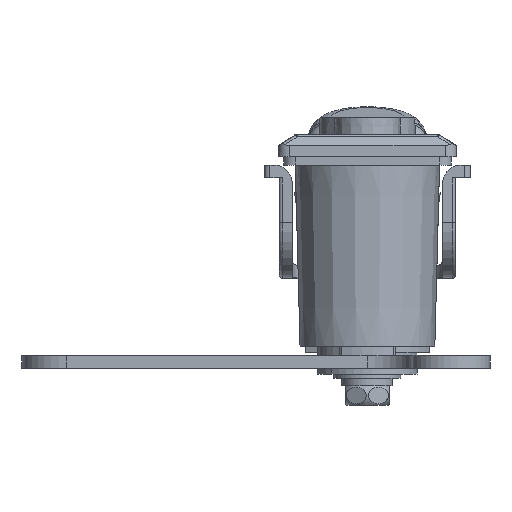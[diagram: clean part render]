
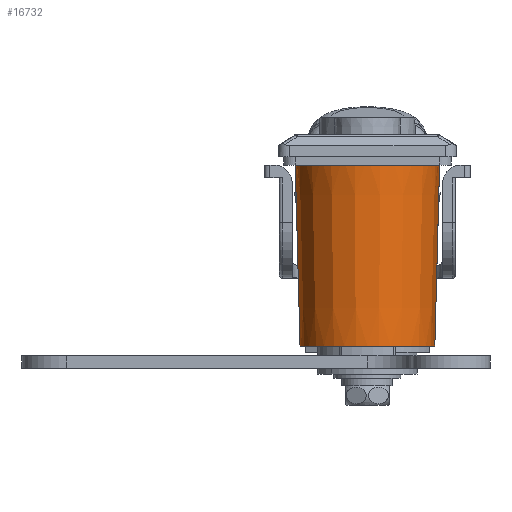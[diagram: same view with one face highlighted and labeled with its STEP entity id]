
A CAD part, front view. The second image highlights one B-rep face of the part: STEP entity #16732.
In plain terms, the highlighted conical face has half-angle 1.5 degrees and reference radius 13 mm.
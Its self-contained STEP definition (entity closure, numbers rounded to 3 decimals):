
#382 = EDGE_CURVE ( 'NONE', #20808, #1277, #4727, .T. ) ;
#1277 = VERTEX_POINT ( 'NONE', #11330 ) ;
#1899 = CIRCLE ( 'NONE', #6544, 12.097 ) ;
#2209 = DIRECTION ( 'NONE',  ( 1., 0., 0. ) ) ;
#2622 = EDGE_LOOP ( 'NONE', ( #19623, #2653, #16852, #7358 ) ) ;
#2653 = ORIENTED_EDGE ( 'NONE', *, *, #23100, .F. ) ;
#3987 = DIRECTION ( 'NONE',  ( -0.026, 0., 1. ) ) ;
#4247 = DIRECTION ( 'NONE',  ( 0., 0., 1. ) ) ;
#4411 = VECTOR ( 'NONE', #17552, 1000. ) ;
#4727 = CIRCLE ( 'NONE', #21579, 12.987 ) ;
#5098 = FACE_OUTER_BOUND ( 'NONE', #2622, .T. ) ;
#5160 = CARTESIAN_POINT ( 'NONE',  ( -12.097, -108., -34.5 ) ) ;
#5956 = VERTEX_POINT ( 'NONE', #5160 ) ;
#6280 = EDGE_CURVE ( 'NONE', #5956, #19232, #1899, .T. ) ;
#6531 = AXIS2_PLACEMENT_3D ( 'NONE', #21689, #10282, #2209 ) ;
#6544 = AXIS2_PLACEMENT_3D ( 'NONE', #17578, #4247, #19475 ) ;
#7201 = CARTESIAN_POINT ( 'NONE',  ( -12.987, -108., -0.5 ) ) ;
#7358 = ORIENTED_EDGE ( 'NONE', *, *, #10417, .T. ) ;
#7557 = VECTOR ( 'NONE', #3987, 1000. ) ;
#9133 = DIRECTION ( 'NONE',  ( 0., 0., 1. ) ) ;
#10282 = DIRECTION ( 'NONE',  ( 0., 0., 1. ) ) ;
#10417 = EDGE_CURVE ( 'NONE', #19232, #1277, #19718, .T. ) ;
#11330 = CARTESIAN_POINT ( 'NONE',  ( 12.987, -108., -0.5 ) ) ;
#11513 = CARTESIAN_POINT ( 'NONE',  ( -13., -108., 0. ) ) ;
#14837 = CONICAL_SURFACE ( 'NONE', #6531, 13., 0.026 ) ;
#15453 = CARTESIAN_POINT ( 'NONE',  ( 12.097, -108., -34.5 ) ) ;
#15832 = CARTESIAN_POINT ( 'NONE',  ( 13., -108., 0. ) ) ;
#16732 = ADVANCED_FACE ( 'NONE', ( #5098 ), #14837, .T. ) ;
#16737 = CARTESIAN_POINT ( 'NONE',  ( 0., -108., -0.5 ) ) ;
#16852 = ORIENTED_EDGE ( 'NONE', *, *, #6280, .T. ) ;
#17552 = DIRECTION ( 'NONE',  ( 0.026, 0., 1. ) ) ;
#17578 = CARTESIAN_POINT ( 'NONE',  ( 0., -108., -34.5 ) ) ;
#19232 = VERTEX_POINT ( 'NONE', #15453 ) ;
#19475 = DIRECTION ( 'NONE',  ( 1., 0., 0. ) ) ;
#19623 = ORIENTED_EDGE ( 'NONE', *, *, #382, .F. ) ;
#19718 = LINE ( 'NONE', #15832, #4411 ) ;
#20808 = VERTEX_POINT ( 'NONE', #7201 ) ;
#21579 = AXIS2_PLACEMENT_3D ( 'NONE', #16737, #9133, #24220 ) ;
#21689 = CARTESIAN_POINT ( 'NONE',  ( 0., -108., 0. ) ) ;
#23100 = EDGE_CURVE ( 'NONE', #5956, #20808, #23140, .T. ) ;
#23140 = LINE ( 'NONE', #11513, #7557 ) ;
#24220 = DIRECTION ( 'NONE',  ( 1., 0., 0. ) ) ;
